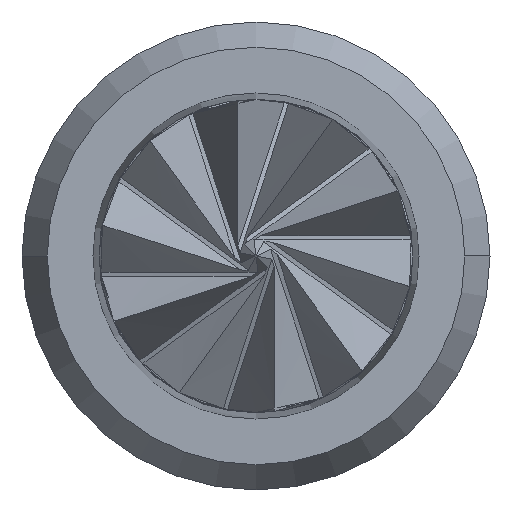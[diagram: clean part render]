
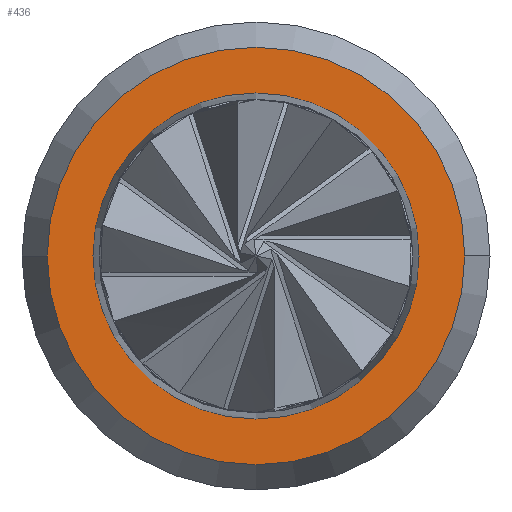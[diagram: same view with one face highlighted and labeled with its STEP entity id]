
A CAD part, left-side view. The second image highlights one B-rep face of the part: STEP entity #436.
In plain terms, the highlighted planar face has unit normal (-1, 0, 0).
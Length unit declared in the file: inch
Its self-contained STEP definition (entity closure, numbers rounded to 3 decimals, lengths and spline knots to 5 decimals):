
#30 = DIRECTION ( 'NONE',  ( 0., -1., 0. ) ) ;
#69 = CARTESIAN_POINT ( 'NONE',  ( 0., 0., -0.01874 ) ) ;
#83 = EDGE_CURVE ( 'NONE', #2182, #1063, #747, .T. ) ;
#357 = AXIS2_PLACEMENT_3D ( 'NONE', #1632, #1547, #1570 ) ;
#372 = AXIS2_PLACEMENT_3D ( 'NONE', #1266, #1650, #30 ) ;
#375 = EDGE_CURVE ( 'NONE', #2778, #783, #693, .T. ) ;
#394 = EDGE_CURVE ( 'NONE', #1063, #2182, #695, .T. ) ;
#436 = ADVANCED_FACE ( 'NONE', ( #459, #445 ), #2863, .T. ) ;
#445 = FACE_OUTER_BOUND ( 'NONE', #3075, .T. ) ;
#459 = FACE_BOUND ( 'NONE', #2189, .T. ) ;
#488 = DIRECTION ( 'NONE',  ( 0., 1., 0. ) ) ;
#524 = CARTESIAN_POINT ( 'NONE',  ( 0., -0.024, 0. ) ) ;
#578 = AXIS2_PLACEMENT_3D ( 'NONE', #1754, #2289, #488 ) ;
#693 = CIRCLE ( 'NONE', #372, 0.01874 ) ;
#695 = CIRCLE ( 'NONE', #357, 0.024 ) ;
#747 = CIRCLE ( 'NONE', #578, 0.024 ) ;
#783 = VERTEX_POINT ( 'NONE', #2127 ) ;
#1063 = VERTEX_POINT ( 'NONE', #524 ) ;
#1167 = ORIENTED_EDGE ( 'NONE', *, *, #375, .F. ) ;
#1266 = CARTESIAN_POINT ( 'NONE',  ( 0., 0., 0. ) ) ;
#1547 = DIRECTION ( 'NONE',  ( 1., 0., 0. ) ) ;
#1570 = DIRECTION ( 'NONE',  ( 0., 1., 0. ) ) ;
#1632 = CARTESIAN_POINT ( 'NONE',  ( 0., 0., 0. ) ) ;
#1650 = DIRECTION ( 'NONE',  ( -1., 0., 0. ) ) ;
#1670 = CARTESIAN_POINT ( 'NONE',  ( 0., 0.024, 0. ) ) ;
#1748 = ORIENTED_EDGE ( 'NONE', *, *, #3032, .F. ) ;
#1754 = CARTESIAN_POINT ( 'NONE',  ( 0., 0., 0. ) ) ;
#1797 = CIRCLE ( 'NONE', #2827, 0.01874 ) ;
#2127 = CARTESIAN_POINT ( 'NONE',  ( 0., 0., 0.01874 ) ) ;
#2182 = VERTEX_POINT ( 'NONE', #1670 ) ;
#2189 = EDGE_LOOP ( 'NONE', ( #1167, #1748 ) ) ;
#2289 = DIRECTION ( 'NONE',  ( 1., 0., 0. ) ) ;
#2437 = CARTESIAN_POINT ( 'NONE',  ( 0., 0.024, 0. ) ) ;
#2516 = DIRECTION ( 'NONE',  ( 0., -1., 0. ) ) ;
#2621 = CARTESIAN_POINT ( 'NONE',  ( 0., 0., 0. ) ) ;
#2637 = DIRECTION ( 'NONE',  ( -1., 0., 0. ) ) ;
#2665 = DIRECTION ( 'NONE',  ( 0., -1., 0. ) ) ;
#2747 = DIRECTION ( 'NONE',  ( -1., 0., 0. ) ) ;
#2778 = VERTEX_POINT ( 'NONE', #69 ) ;
#2827 = AXIS2_PLACEMENT_3D ( 'NONE', #2621, #2637, #2665 ) ;
#2862 = AXIS2_PLACEMENT_3D ( 'NONE', #2437, #2747, #2516 ) ;
#2863 = PLANE ( 'NONE',  #2862 ) ;
#3009 = ORIENTED_EDGE ( 'NONE', *, *, #83, .F. ) ;
#3032 = EDGE_CURVE ( 'NONE', #783, #2778, #1797, .T. ) ;
#3075 = EDGE_LOOP ( 'NONE', ( #3009, #3103 ) ) ;
#3103 = ORIENTED_EDGE ( 'NONE', *, *, #394, .F. ) ;
